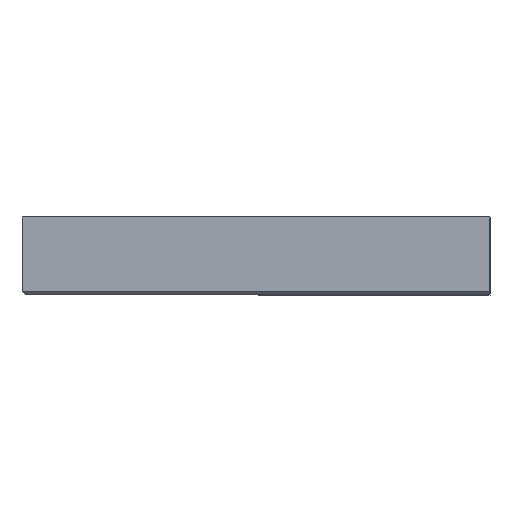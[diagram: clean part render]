
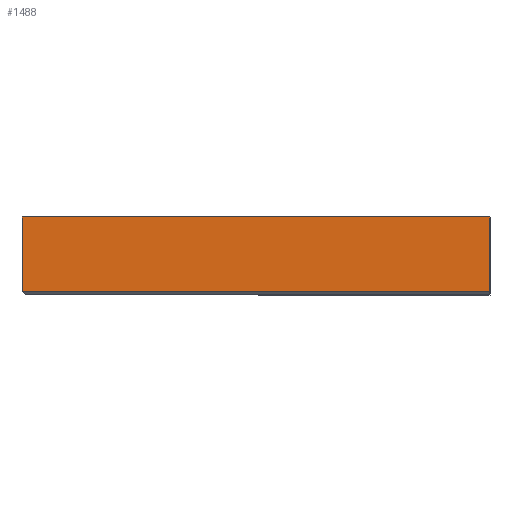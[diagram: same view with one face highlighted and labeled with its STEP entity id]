
A CAD part, left-side view. The second image highlights one B-rep face of the part: STEP entity #1488.
In plain terms, the highlighted planar face has unit normal (-1, 0, 0).
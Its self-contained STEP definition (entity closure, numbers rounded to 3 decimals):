
#26 = PLANE ( 'NONE',  #366 ) ;
#91 = ORIENTED_EDGE ( 'NONE', *, *, #2167, .F. ) ;
#129 = VERTEX_POINT ( 'NONE', #659 ) ;
#208 = CARTESIAN_POINT ( 'NONE',  ( -100., 166.673, 93.5 ) ) ;
#252 = VECTOR ( 'NONE', #1907, 1000. ) ;
#360 = VECTOR ( 'NONE', #1554, 1000. ) ;
#366 = AXIS2_PLACEMENT_3D ( 'NONE', #550, #2032, #1546 ) ;
#382 = EDGE_CURVE ( 'NONE', #1596, #129, #409, .T. ) ;
#389 = FACE_OUTER_BOUND ( 'NONE', #1250, .T. ) ;
#409 = LINE ( 'NONE', #1064, #360 ) ;
#550 = CARTESIAN_POINT ( 'NONE',  ( -100., 166.673, 83.5 ) ) ;
#631 = ORIENTED_EDGE ( 'NONE', *, *, #2064, .T. ) ;
#659 = CARTESIAN_POINT ( 'NONE',  ( -100., 166.673, 93.5 ) ) ;
#750 = CARTESIAN_POINT ( 'NONE',  ( -100., 166.673, 74.5 ) ) ;
#797 = DIRECTION ( 'NONE',  ( 0., 0., 1. ) ) ;
#881 = CARTESIAN_POINT ( 'NONE',  ( -100., 166.673, 74.5 ) ) ;
#1064 = CARTESIAN_POINT ( 'NONE',  ( -100., 166.673, 83.5 ) ) ;
#1076 = CARTESIAN_POINT ( 'NONE',  ( -100., 46.673, 74.5 ) ) ;
#1161 = ORIENTED_EDGE ( 'NONE', *, *, #382, .F. ) ;
#1185 = VECTOR ( 'NONE', #797, 1000. ) ;
#1189 = DIRECTION ( 'NONE',  ( 0., -1., 0. ) ) ;
#1224 = LINE ( 'NONE', #208, #252 ) ;
#1250 = EDGE_LOOP ( 'NONE', ( #1161, #631, #1936, #91 ) ) ;
#1266 = EDGE_CURVE ( 'NONE', #1649, #1351, #2124, .T. ) ;
#1328 = LINE ( 'NONE', #881, #2034 ) ;
#1351 = VERTEX_POINT ( 'NONE', #1773 ) ;
#1488 = ADVANCED_FACE ( 'NONE', ( #389 ), #26, .F. ) ;
#1546 = DIRECTION ( 'NONE',  ( 0., 0., -1. ) ) ;
#1554 = DIRECTION ( 'NONE',  ( 0., 0., 1. ) ) ;
#1596 = VERTEX_POINT ( 'NONE', #750 ) ;
#1649 = VERTEX_POINT ( 'NONE', #1076 ) ;
#1773 = CARTESIAN_POINT ( 'NONE',  ( -100., 46.673, 93.5 ) ) ;
#1907 = DIRECTION ( 'NONE',  ( 0., -1., 0. ) ) ;
#1936 = ORIENTED_EDGE ( 'NONE', *, *, #1266, .T. ) ;
#2032 = DIRECTION ( 'NONE',  ( 1., 0., 0. ) ) ;
#2034 = VECTOR ( 'NONE', #1189, 1000. ) ;
#2064 = EDGE_CURVE ( 'NONE', #1596, #1649, #1328, .T. ) ;
#2124 = LINE ( 'NONE', #2143, #1185 ) ;
#2143 = CARTESIAN_POINT ( 'NONE',  ( -100., 46.673, 83.5 ) ) ;
#2167 = EDGE_CURVE ( 'NONE', #129, #1351, #1224, .T. ) ;
